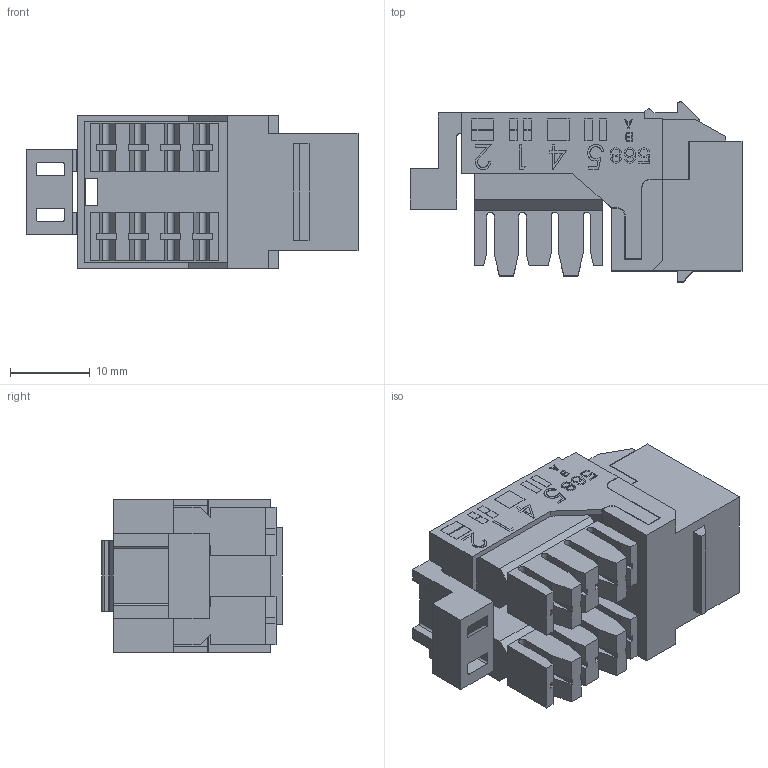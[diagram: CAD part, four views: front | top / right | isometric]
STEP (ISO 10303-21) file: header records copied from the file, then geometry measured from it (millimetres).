
FILE_DESCRIPTION (( 'STEP AP203' ), '1' );
FILE_NAME ('UJ110C6-BLK.STEP', '2013-07-12T20:25:54', ( 'x' ), ( '' ), 'SwSTEP 2.0', 'SolidWorks 2012', '' );
FILE_SCHEMA (( 'CONFIG_CONTROL_DESIGN' ));
Length unit declared in the file: inch
Products named in the file (1): UJ110C6-BLK
Bounding box: 41.66 x 22.61 x 19.3 mm (x, y, z)
Volume: 7828.8 mm3; surface area: 7930.7 mm2
Topology: 1 solids, 1 shells, 1032 faces, 2908 edges, 1938 vertices
Faces by surface type: plane 925, bspline 72, cylinder 35
Entity records: 36781 total; most frequent: CARTESIAN_POINT 10351, ORIENTED_EDGE 5816, DIRECTION 4756, EDGE_CURVE 2908, LINE 2694, VECTOR 2694, VERTEX_POINT 1938, EDGE_LOOP 1116
